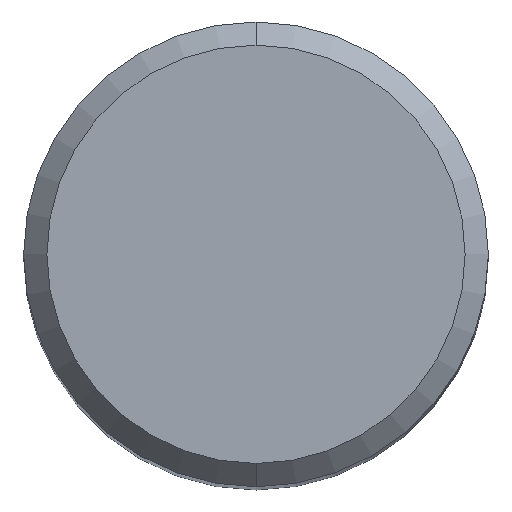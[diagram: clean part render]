
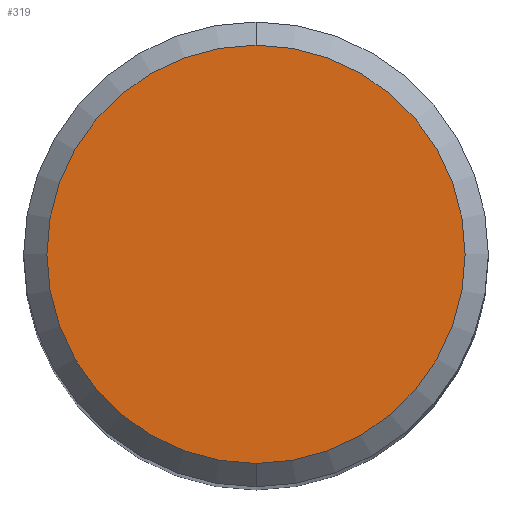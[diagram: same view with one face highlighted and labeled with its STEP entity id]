
A CAD part, top view. The second image highlights one B-rep face of the part: STEP entity #319.
In plain terms, the highlighted planar face has unit normal (0, 0, 1).
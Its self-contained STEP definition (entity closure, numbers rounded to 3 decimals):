
#183=EDGE_CURVE('',#205,#207,#485,.T.);
#205=VERTEX_POINT('',#511);
#207=VERTEX_POINT('',#513);
#319=ADVANCED_FACE('',(#639),#640,.T.);
#427=EDGE_CURVE('',#207,#205,#755,.T.);
#485=CIRCLE('',#810,4.5);
#511=CARTESIAN_POINT('',(0.0,4.5,0.0));
#513=CARTESIAN_POINT('',(0.,-4.5,0.0));
#639=FACE_OUTER_BOUND('',#1124,.T.);
#640=PLANE('',#1125);
#755=CIRCLE('',#1385,4.5);
#810=AXIS2_PLACEMENT_3D('',#1478,#1479,#1480);
#1124=EDGE_LOOP('',(#1666,#1667));
#1125=AXIS2_PLACEMENT_3D('',#1668,#1669,#1670);
#1385=AXIS2_PLACEMENT_3D('',#1786,#1787,#1788);
#1478=CARTESIAN_POINT('',(0.0,0.0,0.0));
#1479=DIRECTION('',(0.0,0.0,-1.0));
#1480=DIRECTION('',(0.0,1.0,0.0));
#1666=ORIENTED_EDGE('',*,*,#183,.F.);
#1667=ORIENTED_EDGE('',*,*,#427,.F.);
#1668=CARTESIAN_POINT('',(0.0,2.25,0.0));
#1669=DIRECTION('',(-0.0,0.0,1.0));
#1670=DIRECTION('',(0.0,-1.0,0.0));
#1786=CARTESIAN_POINT('',(0.0,0.0,0.0));
#1787=DIRECTION('',(0.0,0.0,-1.0));
#1788=DIRECTION('',(0.0,1.0,0.0));
